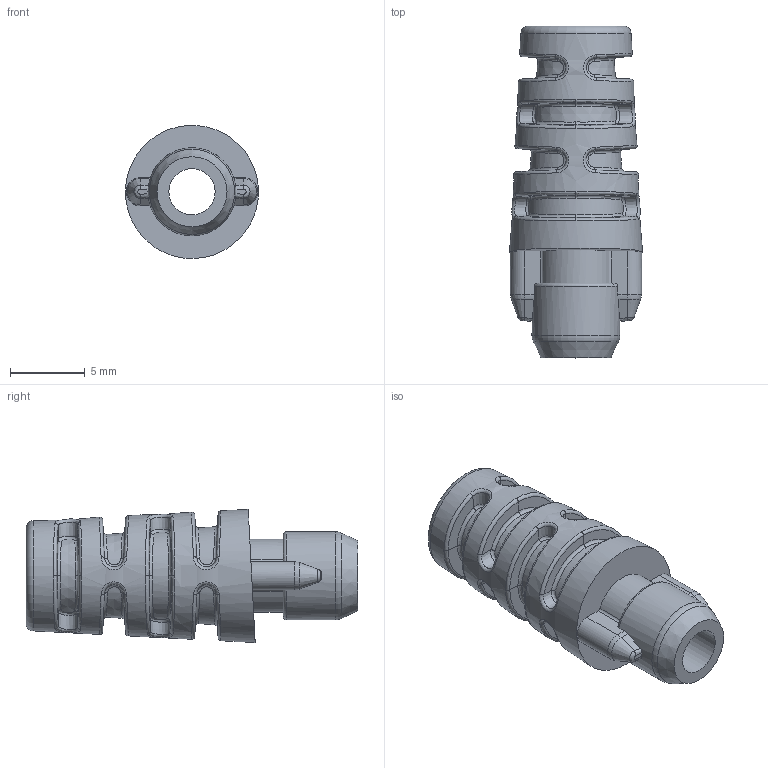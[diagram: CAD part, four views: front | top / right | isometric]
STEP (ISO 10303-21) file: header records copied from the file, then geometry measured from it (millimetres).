
FILE_DESCRIPTION (( 'STEP AP203' ), '1' );
FILE_NAME ('251001_AKVO_Cable Pull Relief_PART_00.STEP', '2016-01-08T14:28:41', ( '' ), ( '' ), 'SwSTEP 2.0', 'SolidWorks 2015', '' );
FILE_SCHEMA (( 'CONFIG_CONTROL_DESIGN' ));
Length unit declared in the file: millimetre
Products named in the file (1): 251001_AKVO_Cable Pull Relief_PART_00
Bounding box: 8.92 x 22.25 x 8.93 mm (x, y, z)
Volume: 690.7 mm3; surface area: 954.9 mm2
Topology: 1 solids, 1 shells, 198 faces, 453 edges, 264 vertices
Faces by surface type: bspline 104, plane 45, cone 28, cylinder 14, torus 7
Full cylindrical faces by diameter (mm): 3.1 x1, 5.9 x1
Entity records: 9579 total; most frequent: CARTESIAN_POINT 6089, ORIENTED_EDGE 882, DIRECTION 462, EDGE_CURVE 441, VERTEX_POINT 261, EDGE_LOOP 216, FACE_OUTER_BOUND 203, ADVANCED_FACE 198
